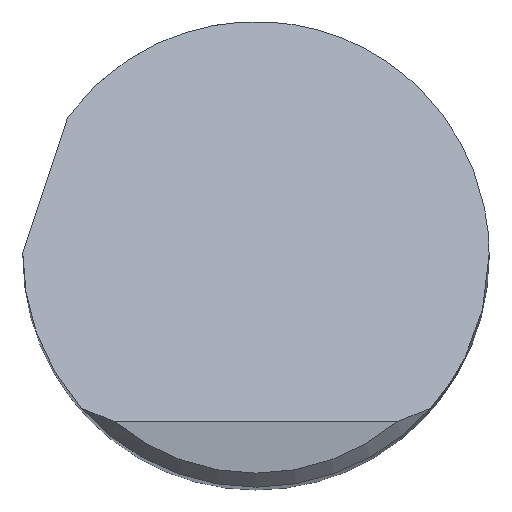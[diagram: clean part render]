
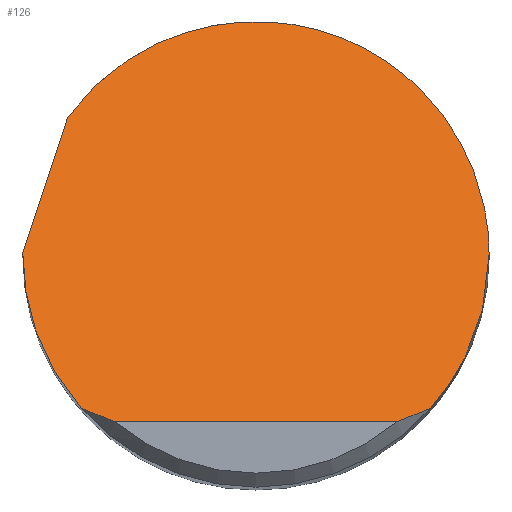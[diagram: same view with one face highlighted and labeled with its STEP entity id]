
A CAD part, top view. The second image highlights one B-rep face of the part: STEP entity #126.
In plain terms, the highlighted planar face has unit normal (0, 0.707, 0.707).
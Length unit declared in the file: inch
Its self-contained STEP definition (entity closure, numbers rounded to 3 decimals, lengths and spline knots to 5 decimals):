
#1 = CARTESIAN_POINT ( 'NONE',  ( 0.25, -0.06141, 2.38141 ) ) ;
#5 = CARTESIAN_POINT ( 'NONE',  ( -0.24999, 0.002, 2.318 ) ) ;
#43 = CARTESIAN_POINT ( 'NONE',  ( 0.16367, -0.17542, 2.49542 ) ) ;
#45 = LINE ( 'NONE', #617, #529 ) ;
#58 = DIRECTION ( 'NONE',  ( 0., -0.707, -0.707 ) ) ;
#68 = VERTEX_POINT ( 'NONE', #406 ) ;
#69 =( BOUNDED_CURVE ( )  B_SPLINE_CURVE ( 3, ( #492, #477, #726, #414 ),
 .UNSPECIFIED., .F., .F. ) 
 B_SPLINE_CURVE_WITH_KNOTS ( ( 4, 4 ),
 ( 3.99157, 4.71239 ),
 .UNSPECIFIED. ) 
 CURVE ( )  GEOMETRIC_REPRESENTATION_ITEM ( )  RATIONAL_B_SPLINE_CURVE ( ( 1., 0.957, 0.957, 1. ) ) 
 REPRESENTATION_ITEM ( '' )  );
#92 = CARTESIAN_POINT ( 'NONE',  ( 0.15108, -0.18, 2.5 ) ) ;
#126 = ADVANCED_FACE ( 'NONE', ( #524 ), #457, .F. ) ;
#131 = ORIENTED_EDGE ( 'NONE', *, *, #169, .F. ) ;
#137 = AXIS2_PLACEMENT_3D ( 'NONE', #280, #58, #530 ) ;
#139 = CARTESIAN_POINT ( 'NONE',  ( -0.16367, -0.17542, 2.49542 ) ) ;
#145 = CARTESIAN_POINT ( 'NONE',  ( -0.20198, 0.14732, 2.17268 ) ) ;
#147 = CARTESIAN_POINT ( 'NONE',  ( -0.25, 0., 2.32 ) ) ;
#153 = EDGE_CURVE ( 'NONE', #449, #68, #277, .T. ) ;
#169 = EDGE_CURVE ( 'NONE', #436, #556, #462, .T. ) ;
#184 = EDGE_LOOP ( 'NONE', ( #372, #640, #131, #695, #619, #533, #660, #629 ) ) ;
#188 = CARTESIAN_POINT ( 'NONE',  ( 0.15108, -0.18, 2.5 ) ) ;
#199 = CARTESIAN_POINT ( 'NONE',  ( -0.24999, 0.002, 2.318 ) ) ;
#200 = VERTEX_POINT ( 'NONE', #396 ) ;
#221 = CARTESIAN_POINT ( 'NONE',  ( 0.22834, -0.11887, 2.43887 ) ) ;
#250 = EDGE_CURVE ( 'NONE', #709, #588, #69, .T. ) ;
#260 = EDGE_CURVE ( 'NONE', #68, #436, #441, .T. ) ;
#264 = VERTEX_POINT ( 'NONE', #188 ) ;
#267 = EDGE_CURVE ( 'NONE', #588, #449, #381, .T. ) ;
#277 = LINE ( 'NONE', #589, #571 ) ;
#280 = CARTESIAN_POINT ( 'NONE',  ( -0.25, -0.18, 2.5 ) ) ;
#284 = EDGE_CURVE ( 'NONE', #709, #200, #745, .T. ) ;
#296 = CARTESIAN_POINT ( 'NONE',  ( 0.18782, -0.165, 2.485 ) ) ;
#302 = CARTESIAN_POINT ( 'NONE',  ( -0.02903, 0.38443, 1.93557 ) ) ;
#372 = ORIENTED_EDGE ( 'NONE', *, *, #576, .T. ) ;
#381 =( BOUNDED_CURVE ( )  B_SPLINE_CURVE ( 3, ( #422, #534, #657, #199 ),
 .UNSPECIFIED., .F., .F. ) 
 B_SPLINE_CURVE_WITH_KNOTS ( ( 4, 4 ),
 ( 4.71239, 4.72039 ),
 .UNSPECIFIED. ) 
 CURVE ( )  GEOMETRIC_REPRESENTATION_ITEM ( )  RATIONAL_B_SPLINE_CURVE ( ( 1., 1., 1., 1. ) ) 
 REPRESENTATION_ITEM ( '' )  );
#396 = CARTESIAN_POINT ( 'NONE',  ( -0.15108, -0.18, 2.5 ) ) ;
#406 = CARTESIAN_POINT ( 'NONE',  ( -0.20198, 0.14732, 2.17268 ) ) ;
#414 = CARTESIAN_POINT ( 'NONE',  ( -0.25, 0., 2.32 ) ) ;
#418 = CARTESIAN_POINT ( 'NONE',  ( -0.18782, -0.165, 2.485 ) ) ;
#422 = CARTESIAN_POINT ( 'NONE',  ( -0.25, 0., 2.32 ) ) ;
#426 = CARTESIAN_POINT ( 'NONE',  ( -0.17589, -0.1704, 2.4904 ) ) ;
#433 = CARTESIAN_POINT ( 'NONE',  ( -0.18782, -0.165, 2.485 ) ) ;
#436 = VERTEX_POINT ( 'NONE', #638 ) ;
#440 = CARTESIAN_POINT ( 'NONE',  ( 0.25, 0., 2.32 ) ) ;
#441 =( BOUNDED_CURVE ( )  B_SPLINE_CURVE ( 3, ( #145, #302, #486, #440 ),
 .UNSPECIFIED., .F., .F. ) 
 B_SPLINE_CURVE_WITH_KNOTS ( ( 4, 4 ),
 ( 5.34257, 7.85398 ),
 .UNSPECIFIED. ) 
 CURVE ( )  GEOMETRIC_REPRESENTATION_ITEM ( )  RATIONAL_B_SPLINE_CURVE ( ( 1., 0.54, 0.54, 1. ) ) 
 REPRESENTATION_ITEM ( '' )  );
#449 = VERTEX_POINT ( 'NONE', #5 ) ;
#457 = PLANE ( 'NONE',  #137 ) ;
#459 = DIRECTION ( 'NONE',  ( 0.227, 0.689, -0.689 ) ) ;
#462 =( BOUNDED_CURVE ( )  B_SPLINE_CURVE ( 3, ( #468, #1, #221, #693 ),
 .UNSPECIFIED., .F., .F. ) 
 B_SPLINE_CURVE_WITH_KNOTS ( ( 4, 4 ),
 ( 1.5708, 2.29162 ),
 .UNSPECIFIED. ) 
 CURVE ( )  GEOMETRIC_REPRESENTATION_ITEM ( )  RATIONAL_B_SPLINE_CURVE ( ( 1., 0.957, 0.957, 1. ) ) 
 REPRESENTATION_ITEM ( '' )  );
#468 = CARTESIAN_POINT ( 'NONE',  ( 0.25, 0., 2.32 ) ) ;
#477 = CARTESIAN_POINT ( 'NONE',  ( -0.22834, -0.11887, 2.43887 ) ) ;
#486 = CARTESIAN_POINT ( 'NONE',  ( 0.25, 0.29348, 2.02652 ) ) ;
#492 = CARTESIAN_POINT ( 'NONE',  ( -0.18782, -0.165, 2.485 ) ) ;
#524 = FACE_OUTER_BOUND ( 'NONE', #184, .T. ) ;
#529 = VECTOR ( 'NONE', #735, 39.37008 ) ;
#530 = DIRECTION ( 'NONE',  ( 0., 0.707, -0.707 ) ) ;
#533 = ORIENTED_EDGE ( 'NONE', *, *, #267, .F. ) ;
#534 = CARTESIAN_POINT ( 'NONE',  ( -0.25, 0.00067, 2.31933 ) ) ;
#556 = VERTEX_POINT ( 'NONE', #296 ) ;
#558 = CARTESIAN_POINT ( 'NONE',  ( 0.17589, -0.1704, 2.4904 ) ) ;
#559 = CARTESIAN_POINT ( 'NONE',  ( -0.15108, -0.18, 2.5 ) ) ;
#571 = VECTOR ( 'NONE', #459, 39.37008 ) ;
#576 = EDGE_CURVE ( 'NONE', #200, #264, #45, .T. ) ;
#588 = VERTEX_POINT ( 'NONE', #147 ) ;
#589 = CARTESIAN_POINT ( 'NONE',  ( -0.30701, -0.17058, 2.49058 ) ) ;
#617 = CARTESIAN_POINT ( 'NONE',  ( 0., -0.18, 2.5 ) ) ;
#619 = ORIENTED_EDGE ( 'NONE', *, *, #153, .F. ) ;
#620 = CARTESIAN_POINT ( 'NONE',  ( 0.18782, -0.165, 2.485 ) ) ;
#629 = ORIENTED_EDGE ( 'NONE', *, *, #284, .T. ) ;
#630 = EDGE_CURVE ( 'NONE', #264, #556, #705, .T. ) ;
#638 = CARTESIAN_POINT ( 'NONE',  ( 0.25, 0., 2.32 ) ) ;
#640 = ORIENTED_EDGE ( 'NONE', *, *, #630, .T. ) ;
#657 = CARTESIAN_POINT ( 'NONE',  ( -0.25, 0.00133, 2.31867 ) ) ;
#660 = ORIENTED_EDGE ( 'NONE', *, *, #250, .F. ) ;
#693 = CARTESIAN_POINT ( 'NONE',  ( 0.18782, -0.165, 2.485 ) ) ;
#695 = ORIENTED_EDGE ( 'NONE', *, *, #260, .F. ) ;
#705 = B_SPLINE_CURVE_WITH_KNOTS ( 'NONE', 3,
 ( #92, #43, #558, #620 ),
 .UNSPECIFIED., .F., .F.,
 ( 4, 4 ),
 ( 0., 0.00108 ),
 .UNSPECIFIED. ) ;
#709 = VERTEX_POINT ( 'NONE', #418 ) ;
#726 = CARTESIAN_POINT ( 'NONE',  ( -0.25, -0.06141, 2.38141 ) ) ;
#735 = DIRECTION ( 'NONE',  ( 1., 0., 0. ) ) ;
#745 = B_SPLINE_CURVE_WITH_KNOTS ( 'NONE', 3,
 ( #433, #426, #139, #559 ),
 .UNSPECIFIED., .F., .F.,
 ( 4, 4 ),
 ( 0., 0.00108 ),
 .UNSPECIFIED. ) ;
